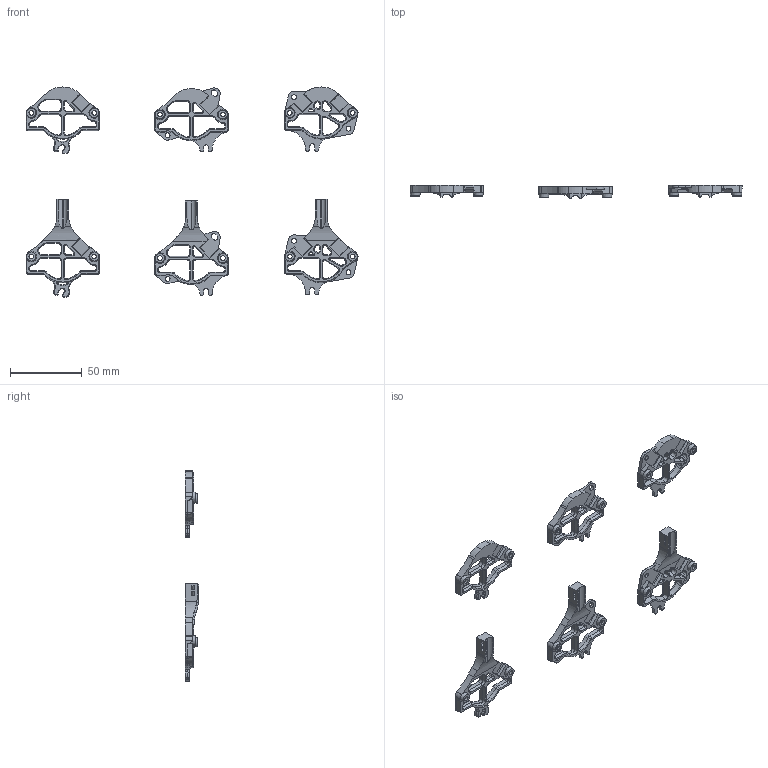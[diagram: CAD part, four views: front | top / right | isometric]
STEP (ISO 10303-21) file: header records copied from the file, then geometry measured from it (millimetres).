
FILE_DESCRIPTION(/* description */ ('STEP AP242','CAx-IF Rec.Pracs.---Representation and Presentation of Product Manufacturing Information (PMI)---4.0---2014-10-13','CAx-IF Rec.Pracs.---3D Tessellated Geometry---0.4---2014-09-14','2;1'),/* implementation_level */ '2;1');
FILE_NAME(/* name */ '64bb8b75a3d66f6a463d341b',/* time_stamp */ '2023-07-22T07:55:34Z',/* author */ (''),/* organization */ (''),/* preprocessor_version */ 'ST-DEVELOPER v19.4',/* originating_system */ ' ',/* authorisation */ ' ');
FILE_SCHEMA (('AP242_MANAGED_MODEL_BASED_3D_ENGINEERING_MIM_LF { 1 0 10303 442 1 1 4 }'));
Length unit declared in the file: metre
Products named in the file (6): EBB36 Mount - VZ-Hextrudort-Low; EBB36 Mount - VZ-Hextrudort-Low [strain relief]; EBB36 Mount - Orbiter2.0; EBB36 Mount - Orbiter2.0 [strain relief]; EBB36 Mount - Sherpa-Mini [strain relief]; EBB36 Mount - Sherpa-Mini
Bounding box: 231.18 x 9.46 x 146.27 mm (x, y, z)
Volume: 27976.7 mm3; surface area: 26335.2 mm2
Topology: 6 solids, 6 shells, 1079 faces, 2829 edges, 1758 vertices
Faces by surface type: plane 449, cylinder 375, cone 244, bspline 11
Full cylindrical faces by diameter (mm): 3.2 x12, 3.4 x6, 4.7 x8
Entity records: 33369 total; most frequent: CARTESIAN_POINT 6514, DIRECTION 5735, ORIENTED_EDGE 5508, EDGE_CURVE 2754, AXIS2_PLACEMENT_3D 2120, VERTEX_POINT 1731, LINE 1495, VECTOR 1495
